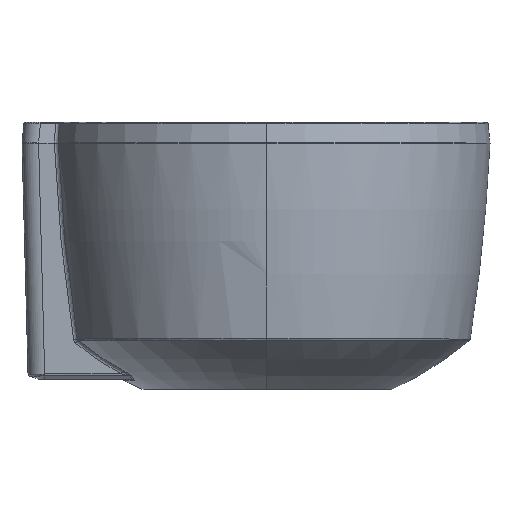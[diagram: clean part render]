
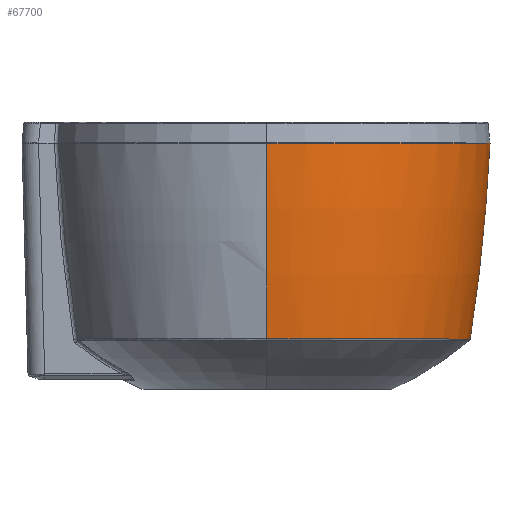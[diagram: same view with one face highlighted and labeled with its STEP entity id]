
A CAD part, top view. The second image highlights one B-rep face of the part: STEP entity #67700.
In plain terms, the highlighted toroidal (fillet/blend) face has major radius 383.007 mm and minor radius 437.274 mm.
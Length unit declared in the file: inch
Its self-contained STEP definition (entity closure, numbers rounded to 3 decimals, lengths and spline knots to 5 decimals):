
#1739 = CARTESIAN_POINT ( 'NONE',  ( 0., -0.1992, 0. ) ) ;
#2171 = TOROIDAL_SURFACE ( 'NONE', #17288, -15.07903, 17.21551 ) ;
#2908 = AXIS2_PLACEMENT_3D ( 'NONE', #81884, #75266, #24716 ) ;
#5237 = DIRECTION ( 'NONE',  ( 0., 1., 0. ) ) ;
#7244 = DIRECTION ( 'NONE',  ( 1., 0., 0. ) ) ;
#10093 = CIRCLE ( 'NONE', #22166, 2.11787 ) ;
#10678 = DIRECTION ( 'NONE',  ( 0., -1., 0. ) ) ;
#11953 = CIRCLE ( 'NONE', #2908, 1.93023 ) ;
#12180 = CARTESIAN_POINT ( 'NONE',  ( 0., -0.1992, 2.11787 ) ) ;
#12706 = EDGE_CURVE ( 'NONE', #36798, #57330, #91275, .T. ) ;
#12986 = CIRCLE ( 'NONE', #89873, 17.21551 ) ;
#14300 = CARTESIAN_POINT ( 'NONE',  ( 0., 0.60081, 15.07903 ) ) ;
#16227 = CARTESIAN_POINT ( 'NONE',  ( 0., -2.05597, 1.93023 ) ) ;
#17288 = AXIS2_PLACEMENT_3D ( 'NONE', #76561, #5237, #84115 ) ;
#18172 = ORIENTED_EDGE ( 'NONE', *, *, #58742, .T. ) ;
#20322 = ORIENTED_EDGE ( 'NONE', *, *, #90194, .T. ) ;
#22166 = AXIS2_PLACEMENT_3D ( 'NONE', #1739, #59359, #66904 ) ;
#23939 = CARTESIAN_POINT ( 'NONE',  ( 0., -2.05597, -1.93023 ) ) ;
#24716 = DIRECTION ( 'NONE',  ( -0.969, 0., 0.249 ) ) ;
#36798 = VERTEX_POINT ( 'NONE', #16227 ) ;
#46019 = AXIS2_PLACEMENT_3D ( 'NONE', #46553, #59815, #10678 ) ;
#46553 = CARTESIAN_POINT ( 'NONE',  ( 0., 0.60081, -15.07903 ) ) ;
#53089 = CARTESIAN_POINT ( 'NONE',  ( 0., -0.1992, -2.11787 ) ) ;
#53418 = VERTEX_POINT ( 'NONE', #23939 ) ;
#57330 = VERTEX_POINT ( 'NONE', #12180 ) ;
#58742 = EDGE_CURVE ( 'NONE', #36798, #53418, #11953, .T. ) ;
#59359 = DIRECTION ( 'NONE',  ( 0., 1., 0. ) ) ;
#59815 = DIRECTION ( 'NONE',  ( -1., 0., 0. ) ) ;
#66904 = DIRECTION ( 'NONE',  ( -1., 0., 0.003 ) ) ;
#67700 = ADVANCED_FACE ( 'NONE', ( #88398 ), #2171, .T. ) ;
#69920 = VERTEX_POINT ( 'NONE', #53089 ) ;
#75266 = DIRECTION ( 'NONE',  ( 0., 1., 0. ) ) ;
#75980 = ORIENTED_EDGE ( 'NONE', *, *, #85736, .F. ) ;
#76561 = CARTESIAN_POINT ( 'NONE',  ( 0., 0.60081, 0. ) ) ;
#77625 = DIRECTION ( 'NONE',  ( 0., 0., -1. ) ) ;
#81884 = CARTESIAN_POINT ( 'NONE',  ( 0., -2.05597, 0. ) ) ;
#84115 = DIRECTION ( 'NONE',  ( 0., 0., -1. ) ) ;
#84535 = EDGE_LOOP ( 'NONE', ( #18172, #20322, #75980, #92678 ) ) ;
#85736 = EDGE_CURVE ( 'NONE', #57330, #69920, #10093, .T. ) ;
#88398 = FACE_OUTER_BOUND ( 'NONE', #84535, .T. ) ;
#89873 = AXIS2_PLACEMENT_3D ( 'NONE', #14300, #7244, #77625 ) ;
#90194 = EDGE_CURVE ( 'NONE', #53418, #69920, #12986, .T. ) ;
#91275 = CIRCLE ( 'NONE', #46019, 17.21551 ) ;
#92678 = ORIENTED_EDGE ( 'NONE', *, *, #12706, .F. ) ;
